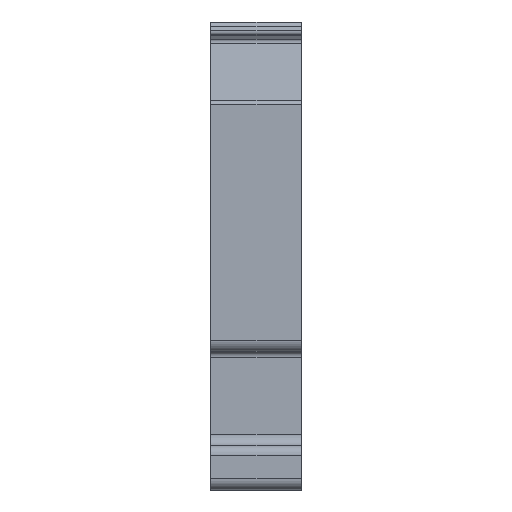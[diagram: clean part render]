
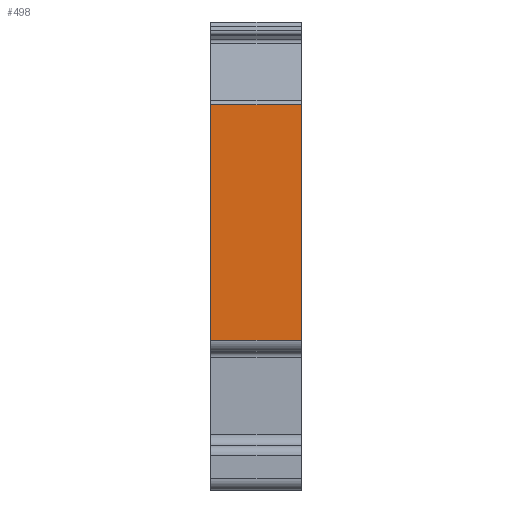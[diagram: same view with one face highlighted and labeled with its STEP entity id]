
A CAD part, left-side view. The second image highlights one B-rep face of the part: STEP entity #498.
In plain terms, the highlighted planar face has unit normal (-1, 0, 0).
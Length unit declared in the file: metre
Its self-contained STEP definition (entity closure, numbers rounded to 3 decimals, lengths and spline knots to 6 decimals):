
#498 = ADVANCED_FACE( '', ( #1007 ), #1008, .F. );
#1007 = FACE_OUTER_BOUND( '', #1518, .T. );
#1008 = PLANE( '', #1519 );
#1518 = EDGE_LOOP( '', ( #2923, #2924, #2925, #2926 ) );
#1519 = AXIS2_PLACEMENT_3D( '', #2927, #2928, #2929 );
#2923 = ORIENTED_EDGE( '', *, *, #3732, .T. );
#2924 = ORIENTED_EDGE( '', *, *, #3738, .F. );
#2925 = ORIENTED_EDGE( '', *, *, #3354, .T. );
#2926 = ORIENTED_EDGE( '', *, *, #3739, .T. );
#2927 = CARTESIAN_POINT( '', ( -0.03475, -0.00815, -0.023412 ) );
#2928 = DIRECTION( '', ( 1., 0., 0. ) );
#2929 = DIRECTION( '', ( 0., 1., 0. ) );
#3354 = EDGE_CURVE( '', #4276, #4274, #4277, .T. );
#3732 = EDGE_CURVE( '', #4795, #4797, #4799, .T. );
#3738 = EDGE_CURVE( '', #4276, #4797, #4805, .F. );
#3739 = EDGE_CURVE( '', #4274, #4795, #4806, .T. );
#4274 = VERTEX_POINT( '', #6009 );
#4276 = VERTEX_POINT( '', #6011 );
#4277 = LINE( '', #6012, #6013 );
#4795 = VERTEX_POINT( '', #6738 );
#4797 = VERTEX_POINT( '', #6740 );
#4799 = LINE( '', #6742, #6743 );
#4805 = LINE( '', #6750, #6751 );
#4806 = LINE( '', #6752, #6753 );
#6009 = CARTESIAN_POINT( '', ( -0.03475, 0., -0.002723 ) );
#6011 = CARTESIAN_POINT( '', ( -0.03475, -0.00815, -0.002723 ) );
#6012 = CARTESIAN_POINT( '', ( -0.03475, -0.00815, -0.002723 ) );
#6013 = VECTOR( '', #7184, 1. );
#6738 = CARTESIAN_POINT( '', ( -0.03475, 0., -0.023912 ) );
#6740 = CARTESIAN_POINT( '', ( -0.03475, -0.00815, -0.023912 ) );
#6742 = CARTESIAN_POINT( '', ( -0.03475, 0., -0.023912 ) );
#6743 = VECTOR( '', #7572, 1. );
#6750 = CARTESIAN_POINT( '', ( -0.03475, -0.00815, 0.004238 ) );
#6751 = VECTOR( '', #7577, 1. );
#6752 = CARTESIAN_POINT( '', ( -0.03475, 0., -0.023412 ) );
#6753 = VECTOR( '', #7578, 1. );
#7184 = DIRECTION( '', ( 0., 1., 0. ) );
#7572 = DIRECTION( '', ( 0., -1., 0. ) );
#7577 = DIRECTION( '', ( 0., 0., 1. ) );
#7578 = DIRECTION( '', ( 0., 0., -1. ) );
